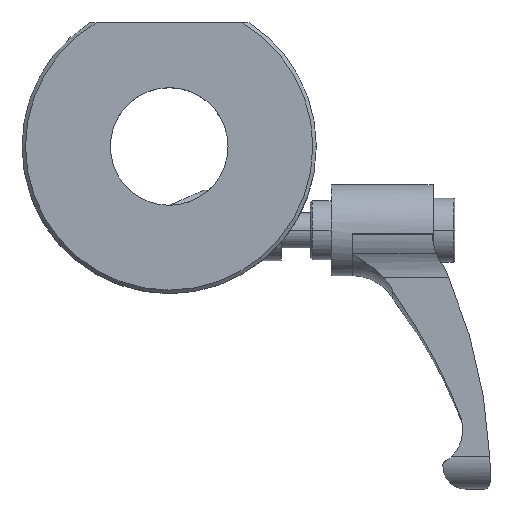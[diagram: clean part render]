
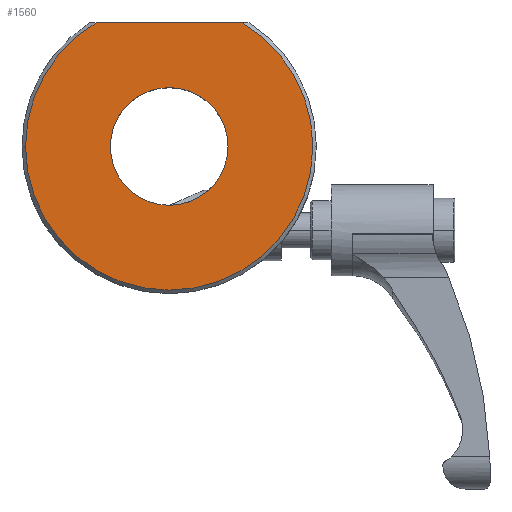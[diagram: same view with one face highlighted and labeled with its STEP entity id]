
A CAD part, top view. The second image highlights one B-rep face of the part: STEP entity #1560.
In plain terms, the highlighted planar face has unit normal (0, 0, 1).
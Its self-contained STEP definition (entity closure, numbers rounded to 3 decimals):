
#398 = CIRCLE ( 'NONE', #500, 24.4 ) ;
#482 = CARTESIAN_POINT ( 'NONE',  ( 12.424, 21., 15. ) ) ;
#492 = DIRECTION ( 'NONE',  ( 1., 0., 0. ) ) ;
#493 = DIRECTION ( 'NONE',  ( 0., 0., 1. ) ) ;
#494 = CARTESIAN_POINT ( 'NONE',  ( 0., 0., 15. ) ) ;
#500 = AXIS2_PLACEMENT_3D ( 'NONE', #494, #493, #492 ) ;
#511 = DIRECTION ( 'NONE',  ( 1., 0., 0. ) ) ;
#512 = DIRECTION ( 'NONE',  ( 0., 0., 1. ) ) ;
#513 = CARTESIAN_POINT ( 'NONE',  ( 0., 0., 15. ) ) ;
#515 = AXIS2_PLACEMENT_3D ( 'NONE', #513, #512, #511 ) ;
#516 = CIRCLE ( 'NONE', #515, 24.4 ) ;
#530 = CARTESIAN_POINT ( 'NONE',  ( -24.4, 0., 15. ) ) ;
#535 = CARTESIAN_POINT ( 'NONE',  ( 24.4, 0., 15. ) ) ;
#856 = AXIS2_PLACEMENT_3D ( 'NONE', #909, #908, #907 ) ;
#861 = FACE_OUTER_BOUND ( 'NONE', #1592, .T. ) ;
#862 = FACE_BOUND ( 'NONE', #1600, .T. ) ;
#870 = CIRCLE ( 'NONE', #856, 24.4 ) ;
#899 = DIRECTION ( 'NONE',  ( 1., 0., 0. ) ) ;
#900 = DIRECTION ( 'NONE',  ( 0., 0., 1. ) ) ;
#901 = CARTESIAN_POINT ( 'NONE',  ( 0., 0., 15. ) ) ;
#902 = AXIS2_PLACEMENT_3D ( 'NONE', #901, #900, #899 ) ;
#903 = PLANE ( 'NONE',  #902 ) ;
#907 = DIRECTION ( 'NONE',  ( 1., 0., 0. ) ) ;
#908 = DIRECTION ( 'NONE',  ( 0., 0., 1. ) ) ;
#909 = CARTESIAN_POINT ( 'NONE',  ( 0., 0., 15. ) ) ;
#911 = DIRECTION ( 'NONE',  ( 1., 0., 0. ) ) ;
#912 = DIRECTION ( 'NONE',  ( 0., 0., 1. ) ) ;
#913 = CARTESIAN_POINT ( 'NONE',  ( 0., 0., 15. ) ) ;
#914 = AXIS2_PLACEMENT_3D ( 'NONE', #913, #912, #911 ) ;
#923 = CIRCLE ( 'NONE', #914, 10. ) ;
#929 = CARTESIAN_POINT ( 'NONE',  ( -12.424, 21., 15. ) ) ;
#984 = AXIS2_PLACEMENT_3D ( 'NONE', #992, #1001, #1043 ) ;
#985 = CIRCLE ( 'NONE', #984, 10. ) ;
#992 = CARTESIAN_POINT ( 'NONE',  ( 0., 0., 15. ) ) ;
#1001 = DIRECTION ( 'NONE',  ( 0., 0., 1. ) ) ;
#1035 = CARTESIAN_POINT ( 'NONE',  ( -10., 0., 15. ) ) ;
#1037 = CARTESIAN_POINT ( 'NONE',  ( 10., 0., 15. ) ) ;
#1043 = DIRECTION ( 'NONE',  ( 1., 0., 0. ) ) ;
#1418 = EDGE_CURVE ( 'NONE', #1434, #1424, #398, .T. ) ;
#1424 = VERTEX_POINT ( 'NONE', #482 ) ;
#1434 = VERTEX_POINT ( 'NONE', #535 ) ;
#1437 = VERTEX_POINT ( 'NONE', #530 ) ;
#1438 = EDGE_CURVE ( 'NONE', #1437, #1434, #516, .T. ) ;
#1539 = ORIENTED_EDGE ( 'NONE', *, *, #1615, .F. ) ;
#1545 = ORIENTED_EDGE ( 'NONE', *, *, #1418, .T. ) ;
#1546 = EDGE_CURVE ( 'NONE', #1587, #1424, #3925, .T. ) ;
#1551 = ORIENTED_EDGE ( 'NONE', *, *, #1438, .T. ) ;
#1559 = EDGE_CURVE ( 'NONE', #1587, #1437, #870, .T. ) ;
#1560 = ADVANCED_FACE ( 'NONE', ( #862, #861 ), #903, .T. ) ;
#1563 = ORIENTED_EDGE ( 'NONE', *, *, #1591, .F. ) ;
#1565 = ORIENTED_EDGE ( 'NONE', *, *, #1559, .T. ) ;
#1587 = VERTEX_POINT ( 'NONE', #929 ) ;
#1589 = ORIENTED_EDGE ( 'NONE', *, *, #1546, .F. ) ;
#1591 = EDGE_CURVE ( 'NONE', #1618, #1629, #923, .T. ) ;
#1592 = EDGE_LOOP ( 'NONE', ( #1565, #1551, #1545, #1589 ) ) ;
#1600 = EDGE_LOOP ( 'NONE', ( #1539, #1563 ) ) ;
#1615 = EDGE_CURVE ( 'NONE', #1629, #1618, #985, .T. ) ;
#1618 = VERTEX_POINT ( 'NONE', #1037 ) ;
#1629 = VERTEX_POINT ( 'NONE', #1035 ) ;
#3904 = DIRECTION ( 'NONE',  ( 1., 0., 0. ) ) ;
#3911 = VECTOR ( 'NONE', #3904, 1000. ) ;
#3925 = LINE ( 'NONE', #3926, #3911 ) ;
#3926 = CARTESIAN_POINT ( 'NONE',  ( 25., 21., 15. ) ) ;
